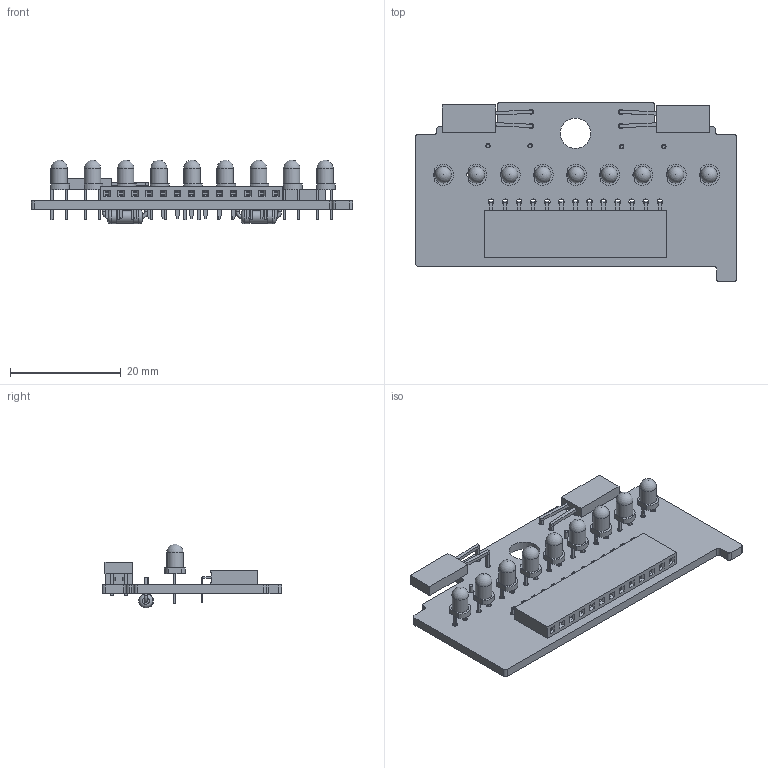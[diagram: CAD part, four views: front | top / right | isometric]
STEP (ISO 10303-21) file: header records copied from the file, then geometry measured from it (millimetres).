
FILE_DESCRIPTION(('KiCad electronic assembly'),'2;1');
FILE_NAME('BMW_E30_VFL_SI_Indicator_LED.step','2024-07-03T21:21:39',( 'Pcbnew'),('Kicad'),'Open CASCADE STEP processor 7.7', 'KiCad to STEP converter','Unknown');
FILE_SCHEMA(('AUTOMOTIVE_DESIGN { 1 0 10303 214 1 1 1 1 }'));
Length unit declared in the file: millimetre
Products named in the file (16): BMW_E30_VFL_SI_Indicator_LED 1; LED_D3.0mm_Green; LED_D3.0mm; LED_Rectangular_W5.0mm_H2.0mm_Horizontal_O6.35mm_Z3.0mm; LED_D3.0mm_Yellow; LED_Rectangular_W5.0mm_H2.0mm_Horizontal_O6.35mm_Z1.0mm; PinSocket_1x13_P2.54mm_Horizontal; PinSocket_1x13_P254mm_Horizontal; R_Axial_DIN0207_L6.3mm_D2.5mm_P7.62mm_Horizontal; R_Axial_DIN0207_L63mm_D25mm_P762mm_Horizontal; BMW_E30_VFL_SI_Indicator_LED_PCB
Assembly tree (22 placements, depth 3):
  BMW_E30_VFL_SI_Indicator_LED 1
    LED_D3.0mm_Green  x5
      LED_D3.0mm
    LED_Rectangular_W5.0mm_H2.0mm_Horizontal_O6.35mm_Z3.0mm
      LED_Rectangular_W5.0mm_H2.0mm_Horizontal_O6.35mm_Z3.0mm
    LED_D3.0mm  x3
      LED_D3.0mm
    LED_D3.0mm_Yellow
      LED_D3.0mm
    LED_Rectangular_W5.0mm_H2.0mm_Horizontal_O6.35mm_Z1.0mm
      LED_Rectangular_W5.0mm_H2.0mm_Horizontal_O6.35mm_Z1.0mm
    PinSocket_1x13_P2.54mm_Horizontal
      PinSocket_1x13_P254mm_Horizontal
    R_Axial_DIN0207_L6.3mm_D2.5mm_P7.62mm_Horizontal  x2
      R_Axial_DIN0207_L63mm_D25mm_P762mm_Horizontal
    BMW_E30_VFL_SI_Indicator_LED_PCB
Bounding box: 58 x 32.4 x 11.5 mm (x, y, z)
Volume: 3755.3 mm3; surface area: 6040.7 mm2
Topology: 15 solids, 15 shells, 771 faces, 1941 edges, 1260 vertices
Faces by surface type: plane 646, cylinder 108, sphere 9, torus 8
Full cylindrical faces by diameter (mm): 0.6 x4, 0.8 x4, 0.9 x22, 1 x13, 2.25 x2, 2.5 x4, 3 x9, 5.5 x1
Entity records: 24678 total; most frequent: CARTESIAN_POINT 3819, ORIENTED_EDGE 3398, DIRECTION 3260, EDGE_CURVE 1699, LINE 1500, VECTOR 1500, VERTEX_POINT 1105, AXIS2_PLACEMENT_3D 880
